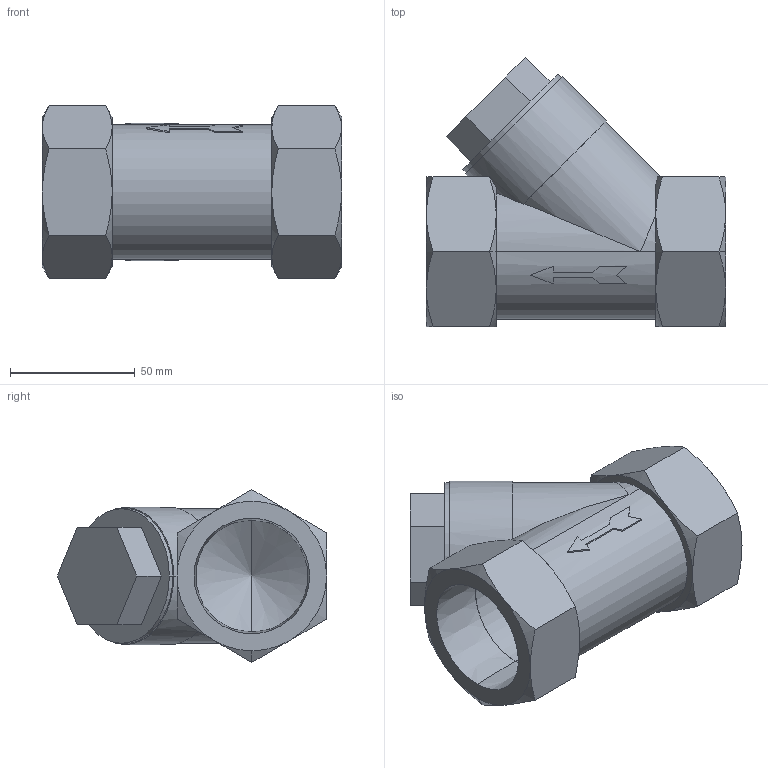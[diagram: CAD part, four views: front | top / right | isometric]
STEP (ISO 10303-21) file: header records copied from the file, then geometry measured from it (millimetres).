
FILE_DESCRIPTION (( 'STEP AP203' ), '1' );
FILE_NAME ('YSP-800-112.STEP', '2014-10-17T05:34:21', ( '' ), ( '' ), 'SwSTEP 2.0', 'SolidWorks 2012', '' );
FILE_SCHEMA (( 'CONFIG_CONTROL_DESIGN' ));
Length unit declared in the file: millimetre
Products named in the file (1): YSP-800-112
Bounding box: 120 x 108 x 69.28 mm (x, y, z)
Volume: 312636.5 mm3; surface area: 47645.1 mm2
Topology: 1 solids, 1 shells, 92 faces, 223 edges, 136 vertices
Faces by surface type: plane 40, cone 36, cylinder 16
Entity records: 2950 total; most frequent: CARTESIAN_POINT 880, ORIENTED_EDGE 438, DIRECTION 389, EDGE_CURVE 219, AXIS2_PLACEMENT_3D 157, VERTEX_POINT 136, EDGE_LOOP 99, ADVANCED_FACE 92
